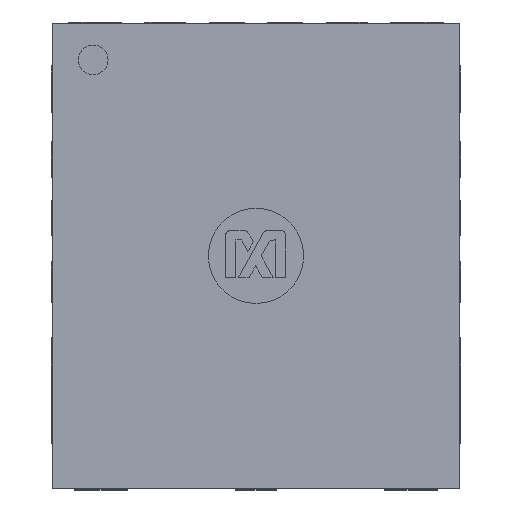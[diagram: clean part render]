
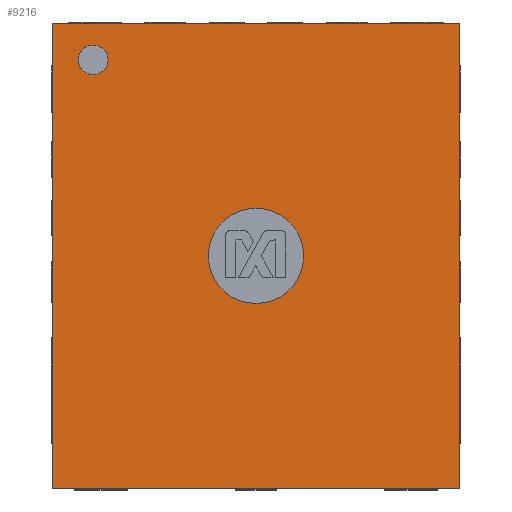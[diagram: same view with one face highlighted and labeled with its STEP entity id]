
A CAD part, top view. The second image highlights one B-rep face of the part: STEP entity #9216.
In plain terms, the highlighted planar face has unit normal (0, 0, 1).
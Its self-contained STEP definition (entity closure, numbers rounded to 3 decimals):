
#126 = DIRECTION ( 'NONE',  ( 1., 0., 0. ) ) ;
#147 = VERTEX_POINT ( 'NONE', #9557 ) ;
#225 = LINE ( 'NONE', #4961, #594 ) ;
#252 = FACE_BOUND ( 'NONE', #8351, .T. ) ;
#283 = CARTESIAN_POINT ( 'NONE',  ( -1.391, 1.675, 0.75 ) ) ;
#594 = VECTOR ( 'NONE', #8041, 1000. ) ;
#687 = CARTESIAN_POINT ( 'NONE',  ( -1.74, 1.99, 0.75 ) ) ;
#893 = CARTESIAN_POINT ( 'NONE',  ( -1.265, 1.675, 0.75 ) ) ;
#964 = DIRECTION ( 'NONE',  ( 0., -1., 0. ) ) ;
#1037 = AXIS2_PLACEMENT_3D ( 'NONE', #2418, #6820, #126 ) ;
#1127 = DIRECTION ( 'NONE',  ( 0., 0., 1. ) ) ;
#1129 = CIRCLE ( 'NONE', #6248, 0.407 ) ;
#1437 = VERTEX_POINT ( 'NONE', #6382 ) ;
#1510 = EDGE_CURVE ( 'NONE', #5956, #7748, #225, .T. ) ;
#1657 = EDGE_LOOP ( 'NONE', ( #7828, #9288, #8474, #6879 ) ) ;
#1740 = EDGE_LOOP ( 'NONE', ( #4693, #4585 ) ) ;
#1848 = CIRCLE ( 'NONE', #1037, 0.407 ) ;
#1870 = DIRECTION ( 'NONE',  ( 0., 0., 1. ) ) ;
#2125 = EDGE_CURVE ( 'NONE', #147, #7281, #7297, .T. ) ;
#2418 = CARTESIAN_POINT ( 'NONE',  ( 0., 0., 0.75 ) ) ;
#2425 = DIRECTION ( 'NONE',  ( 0., 1., 0. ) ) ;
#2515 = CARTESIAN_POINT ( 'NONE',  ( 0., 0., 0.75 ) ) ;
#2655 = AXIS2_PLACEMENT_3D ( 'NONE', #283, #1870, #6890 ) ;
#2777 = DIRECTION ( 'NONE',  ( 0., 0., -1. ) ) ;
#3392 = DIRECTION ( 'NONE',  ( 1., 0., 0. ) ) ;
#3573 = EDGE_CURVE ( 'NONE', #7748, #3923, #9542, .T. ) ;
#3583 = VERTEX_POINT ( 'NONE', #8282 ) ;
#3668 = AXIS2_PLACEMENT_3D ( 'NONE', #8679, #2777, #6629 ) ;
#3770 = EDGE_CURVE ( 'NONE', #6784, #1437, #1129, .T. ) ;
#3886 = EDGE_CURVE ( 'NONE', #7281, #147, #7675, .T. ) ;
#3923 = VERTEX_POINT ( 'NONE', #4798 ) ;
#4065 = DIRECTION ( 'NONE',  ( 0., 0., 1. ) ) ;
#4148 = FACE_OUTER_BOUND ( 'NONE', #1657, .T. ) ;
#4494 = ORIENTED_EDGE ( 'NONE', *, *, #6289, .F. ) ;
#4506 = VECTOR ( 'NONE', #2425, 1000. ) ;
#4585 = ORIENTED_EDGE ( 'NONE', *, *, #2125, .F. ) ;
#4624 = LINE ( 'NONE', #6853, #4506 ) ;
#4693 = ORIENTED_EDGE ( 'NONE', *, *, #3886, .F. ) ;
#4798 = CARTESIAN_POINT ( 'NONE',  ( -1.74, -1.99, 0.75 ) ) ;
#4942 = DIRECTION ( 'NONE',  ( 1., 0., 0. ) ) ;
#4961 = CARTESIAN_POINT ( 'NONE',  ( -1.74, 1.99, 0.75 ) ) ;
#5089 = FACE_BOUND ( 'NONE', #1740, .T. ) ;
#5325 = CARTESIAN_POINT ( 'NONE',  ( -1.74, -1.99, 0.75 ) ) ;
#5576 = VECTOR ( 'NONE', #964, 1000. ) ;
#5827 = AXIS2_PLACEMENT_3D ( 'NONE', #8606, #4065, #3392 ) ;
#5956 = VERTEX_POINT ( 'NONE', #7630 ) ;
#6043 = CARTESIAN_POINT ( 'NONE',  ( 0.407, 0., 0.75 ) ) ;
#6101 = ORIENTED_EDGE ( 'NONE', *, *, #3770, .F. ) ;
#6248 = AXIS2_PLACEMENT_3D ( 'NONE', #2515, #1127, #8345 ) ;
#6289 = EDGE_CURVE ( 'NONE', #1437, #6784, #1848, .T. ) ;
#6382 = CARTESIAN_POINT ( 'NONE',  ( -0.407, 0., 0.75 ) ) ;
#6432 = PLANE ( 'NONE',  #3668 ) ;
#6618 = VECTOR ( 'NONE', #4942, 1000. ) ;
#6629 = DIRECTION ( 'NONE',  ( -1., 0., 0. ) ) ;
#6784 = VERTEX_POINT ( 'NONE', #6043 ) ;
#6785 = EDGE_CURVE ( 'NONE', #3583, #5956, #4624, .T. ) ;
#6820 = DIRECTION ( 'NONE',  ( 0., 0., 1. ) ) ;
#6853 = CARTESIAN_POINT ( 'NONE',  ( 1.74, 1.99, 0.75 ) ) ;
#6879 = ORIENTED_EDGE ( 'NONE', *, *, #3573, .T. ) ;
#6890 = DIRECTION ( 'NONE',  ( 1., 0., 0. ) ) ;
#7281 = VERTEX_POINT ( 'NONE', #893 ) ;
#7297 = CIRCLE ( 'NONE', #2655, 0.127 ) ;
#7424 = LINE ( 'NONE', #8745, #6618 ) ;
#7630 = CARTESIAN_POINT ( 'NONE',  ( 1.74, 1.99, 0.75 ) ) ;
#7675 = CIRCLE ( 'NONE', #5827, 0.127 ) ;
#7748 = VERTEX_POINT ( 'NONE', #687 ) ;
#7828 = ORIENTED_EDGE ( 'NONE', *, *, #8541, .T. ) ;
#8041 = DIRECTION ( 'NONE',  ( -1., 0., 0. ) ) ;
#8282 = CARTESIAN_POINT ( 'NONE',  ( 1.74, -1.99, 0.75 ) ) ;
#8345 = DIRECTION ( 'NONE',  ( 1., 0., 0. ) ) ;
#8351 = EDGE_LOOP ( 'NONE', ( #4494, #6101 ) ) ;
#8474 = ORIENTED_EDGE ( 'NONE', *, *, #1510, .T. ) ;
#8541 = EDGE_CURVE ( 'NONE', #3923, #3583, #7424, .T. ) ;
#8606 = CARTESIAN_POINT ( 'NONE',  ( -1.391, 1.675, 0.75 ) ) ;
#8679 = CARTESIAN_POINT ( 'NONE',  ( 0., 0., 0.75 ) ) ;
#8745 = CARTESIAN_POINT ( 'NONE',  ( 1.74, -1.99, 0.75 ) ) ;
#9216 = ADVANCED_FACE ( 'NONE', ( #5089, #4148, #252 ), #6432, .F. ) ;
#9288 = ORIENTED_EDGE ( 'NONE', *, *, #6785, .T. ) ;
#9542 = LINE ( 'NONE', #5325, #5576 ) ;
#9557 = CARTESIAN_POINT ( 'NONE',  ( -1.518, 1.675, 0.75 ) ) ;
